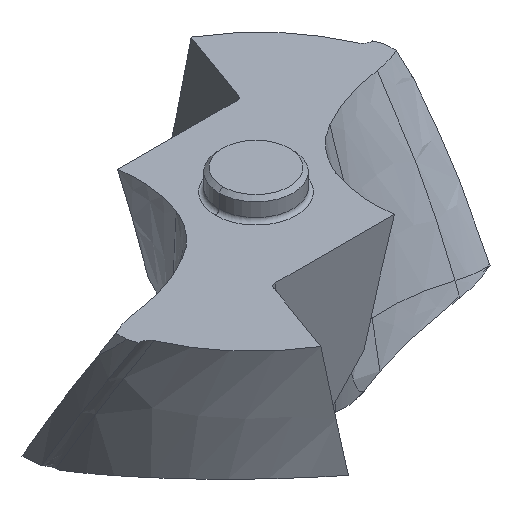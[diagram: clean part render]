
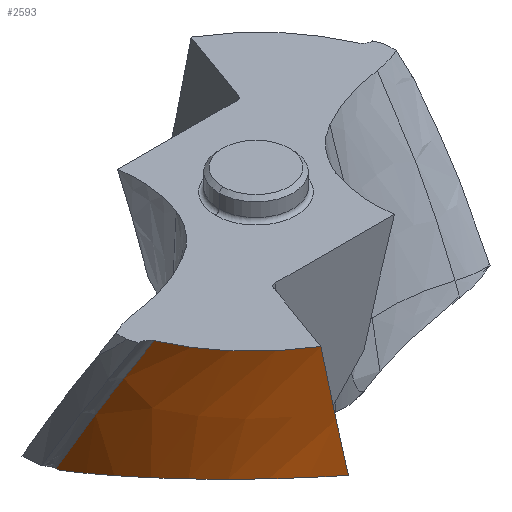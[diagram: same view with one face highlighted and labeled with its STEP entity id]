
A CAD part, isometric view. The second image highlights one B-rep face of the part: STEP entity #2593.
In plain terms, the highlighted free-form (B-spline) face has degree [3, 3] with [10, 5] control points.
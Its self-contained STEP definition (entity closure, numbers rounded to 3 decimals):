
#134=CARTESIAN_POINT('',(-4.087,-6.698,
0.));
#135=CARTESIAN_POINT('',(-4.286,-6.58,
0.));
#136=CARTESIAN_POINT('',(-4.865,-6.202,
0.));
#137=CARTESIAN_POINT('',(-5.739,-5.448,
0.));
#138=CARTESIAN_POINT('',(-6.611,-4.372,
0.));
#139=CARTESIAN_POINT('',(-7.056,-3.563,
0.));
#140=CARTESIAN_POINT('',(-7.241,-3.142,
0.));
#750=CARTESIAN_POINT('',(-7.899,0.148,
-5.777));
#770=CARTESIAN_POINT('',(-3.343,-7.064,
-4.679));
#771=CARTESIAN_POINT('',(-3.546,-6.97,
-4.642));
#772=CARTESIAN_POINT('',(-3.937,-6.769,
-4.577));
#773=CARTESIAN_POINT('',(-4.467,-6.441,
-4.511));
#774=CARTESIAN_POINT('',(-4.977,-6.068,
-4.47));
#775=CARTESIAN_POINT('',(-5.446,-5.664,
-4.456));
#776=CARTESIAN_POINT('',(-5.89,-5.215,
-4.468));
#777=CARTESIAN_POINT('',(-6.297,-4.731,
-4.508));
#778=CARTESIAN_POINT('',(-6.666,-4.21,
-4.575));
#779=CARTESIAN_POINT('',(-6.971,-3.696,
-4.663));
#780=CARTESIAN_POINT('',(-7.25,-3.132,
-4.78));
#781=CARTESIAN_POINT('',(-7.486,-2.529,
-4.928));
#782=CARTESIAN_POINT('',(-7.661,-1.947,
-5.089));
#783=CARTESIAN_POINT('',(-7.802,-1.289,
-5.293));
#784=CARTESIAN_POINT('',(-7.878,-0.683,
-5.5));
#785=CARTESIAN_POINT('',(-7.9,-0.231,
-5.667));
#786=CARTESIAN_POINT('',(-7.9,0.,
-5.757));
#788=CARTESIAN_POINT('',(-7.9,0.,
-5.757));
#789=CARTESIAN_POINT('',(-7.9,0.016,
-5.759));
#790=CARTESIAN_POINT('',(-7.9,0.049,
-5.763));
#791=CARTESIAN_POINT('',(-7.899,0.099,
-5.77));
#792=CARTESIAN_POINT('',(-7.899,0.132,
-5.774));
#793=CARTESIAN_POINT('',(-7.899,0.148,
-5.777));
#795=CARTESIAN_POINT('',(-7.899,0.148,
-5.777));
#796=CARTESIAN_POINT('',(-7.91,-0.495,
-4.643));
#797=CARTESIAN_POINT('',(-7.789,-1.61,
-2.717));
#798=CARTESIAN_POINT('',(-7.428,-2.703,
-0.792));
#799=CARTESIAN_POINT('',(-7.241,-3.142,
0.));
#801=CARTESIAN_POINT('',(-4.087,-6.698,
0.));
#802=CARTESIAN_POINT('',(-4.027,-6.716,
-0.358));
#803=CARTESIAN_POINT('',(-3.913,-6.752,
-1.035));
#804=CARTESIAN_POINT('',(-3.765,-6.807,
-1.929));
#805=CARTESIAN_POINT('',(-3.64,-6.864,
-2.709));
#806=CARTESIAN_POINT('',(-3.53,-6.926,
-3.412));
#807=CARTESIAN_POINT('',(-3.432,-6.992,
-4.064));
#808=CARTESIAN_POINT('',(-3.371,-7.04,
-4.478));
#809=CARTESIAN_POINT('',(-3.343,-7.064,
-4.679));
#1023=CARTESIAN_POINT('',(-4.087,-6.698,
0.));
#1024=VERTEX_POINT('',#1023);
#1025=VERTEX_POINT('',#140);
#1055=CARTESIAN_POINT('',(-7.9,0.,
-5.757));
#1056=VERTEX_POINT('',#1055);
#1057=VERTEX_POINT('',#770);
#1076=VERTEX_POINT('',#750);
#2534=CARTESIAN_POINT('',(-3.701,-6.974,
-5.835));
#2535=CARTESIAN_POINT('',(-3.218,-7.128,
-4.682));
#2536=CARTESIAN_POINT('',(-2.251,-7.413,
-2.719));
#2537=CARTESIAN_POINT('',(-1.035,-7.676,
-0.755));
#2538=CARTESIAN_POINT('',(-0.492,-7.773,
0.055));
#2539=CARTESIAN_POINT('',(-3.793,-6.926,
-5.835));
#2540=CARTESIAN_POINT('',(-3.312,-7.088,
-4.682));
#2541=CARTESIAN_POINT('',(-2.348,-7.388,
-2.719));
#2542=CARTESIAN_POINT('',(-1.135,-7.665,
-0.755));
#2543=CARTESIAN_POINT('',(-0.594,-7.769,
0.055));
#2544=CARTESIAN_POINT('',(-4.293,-6.648,
-5.835));
#2545=CARTESIAN_POINT('',(-3.824,-6.857,
-4.682));
#2546=CARTESIAN_POINT('',(-2.88,-7.238,
-2.719));
#2547=CARTESIAN_POINT('',(-1.688,-7.596,
-0.755));
#2548=CARTESIAN_POINT('',(-1.155,-7.732,
0.055));
#2549=CARTESIAN_POINT('',(-5.145,-6.046,
-5.835));
#2550=CARTESIAN_POINT('',(-4.707,-6.338,
-4.682));
#2551=CARTESIAN_POINT('',(-3.816,-6.86,
-2.719));
#2552=CARTESIAN_POINT('',(-2.677,-7.359,
-0.755));
#2553=CARTESIAN_POINT('',(-2.166,-7.554,
0.055));
#2554=CARTESIAN_POINT('',(-6.134,-5.041,
-5.835));
#2555=CARTESIAN_POINT('',(-5.757,-5.437,
-4.682));
#2556=CARTESIAN_POINT('',(-4.97,-6.134,
-2.719));
#2557=CARTESIAN_POINT('',(-3.935,-6.809,
-0.755));
#2558=CARTESIAN_POINT('',(-3.467,-7.076,
0.055));
#2559=CARTESIAN_POINT('',(-6.929,-3.878,
-5.835));
#2560=CARTESIAN_POINT('',(-6.631,-4.364,
-4.682));
#2561=CARTESIAN_POINT('',(-5.978,-5.215,
-2.719));
#2562=CARTESIAN_POINT('',(-5.076,-6.044,
-0.755));
#2563=CARTESIAN_POINT('',(-4.663,-6.375,
0.055));
#2564=CARTESIAN_POINT('',(-7.506,-2.592,
-5.835));
#2565=CARTESIAN_POINT('',(-7.301,-3.153,
-4.682));
#2566=CARTESIAN_POINT('',(-6.807,-4.133,
-2.719));
#2567=CARTESIAN_POINT('',(-6.063,-5.09,
-0.755));
#2568=CARTESIAN_POINT('',(-5.716,-5.474,
0.055));
#2569=CARTESIAN_POINT('',(-7.854,-1.196,
-5.835));
#2570=CARTESIAN_POINT('',(-7.755,-1.816,
-4.682));
#2571=CARTESIAN_POINT('',(-7.444,-2.896,
-2.719));
#2572=CARTESIAN_POINT('',(-6.883,-3.954,
-0.755));
#2573=CARTESIAN_POINT('',(-6.61,-4.379,
0.055));
#2574=CARTESIAN_POINT('',(-7.912,-0.229,
-5.835));
#2575=CARTESIAN_POINT('',(-7.892,-0.875,
-4.682));
#2576=CARTESIAN_POINT('',(-7.714,-1.999,
-2.719));
#2577=CARTESIAN_POINT('',(-7.286,-3.1,
-0.755));
#2578=CARTESIAN_POINT('',(-7.069,-3.543,
0.055));
#2579=CARTESIAN_POINT('',(-7.895,0.267,
-5.835));
#2580=CARTESIAN_POINT('',(-7.917,-0.388,
-4.682));
#2581=CARTESIAN_POINT('',(-7.808,-1.528,
-2.719));
#2582=CARTESIAN_POINT('',(-7.45,-2.645,
-0.755));
#2583=CARTESIAN_POINT('',(-7.262,-3.095,
0.055));
#2584=B_SPLINE_SURFACE_WITH_KNOTS('',3,3,((#2534,#2535,#2536,#2537,#2538),
(#2539,#2540,#2541,#2542,#2543),(#2544,#2545,#2546,#2547,#2548),(#2549,#2550,
#2551,#2552,#2553),(#2554,#2555,#2556,#2557,#2558),(#2559,#2560,#2561,#2562,
#2563),(#2564,#2565,#2566,#2567,#2568),(#2569,#2570,#2571,#2572,#2573),(#2574,
#2575,#2576,#2577,#2578),(#2579,#2580,#2581,#2582,#2583)),.UNSPECIFIED.,.F.,.F.,
.F.,(4,1,1,1,1,1,1,4),(4,1,4),(0.222,0.25,0.375,0.5,0.625,
0.75,0.875,1.008),(0.064,4.058,
6.864),.UNSPECIFIED.);
#2585=ORIENTED_EDGE('',*,*,#1732,.T.);
#2586=ORIENTED_EDGE('',*,*,#1778,.T.);
#2587=ORIENTED_EDGE('',*,*,#2522,.T.);
#2588=ORIENTED_EDGE('',*,*,#1362,.F.);
#2590=ORIENTED_EDGE('',*,*,#2589,.T.);
#2591=EDGE_LOOP('',(#2585,#2586,#2587,#2588,#2590));
#2592=FACE_OUTER_BOUND('',#2591,.F.);
#141=B_SPLINE_CURVE_WITH_KNOTS('',3,(#134,#135,#136,#137,#138,#139,#140),
.UNSPECIFIED.,.F.,.F.,(4,1,1,1,4),(0.,0.143,0.429,
0.714,1.),.UNSPECIFIED.);
#787=B_SPLINE_CURVE_WITH_KNOTS('',3,(#770,#771,#772,#773,#774,#775,#776,#777,
#778,#779,#780,#781,#782,#783,#784,#785,#786),.UNSPECIFIED.,.F.,.F.,(4,1,1,1,1,
1,1,1,1,1,1,1,1,1,4),(0.,0.071,0.143,
0.214,0.286,0.357,0.429,0.5,
0.571,0.643,0.714,0.786,
0.857,0.929,1.),.UNSPECIFIED.);
#794=B_SPLINE_CURVE_WITH_KNOTS('',3,(#788,#789,#790,#791,#792,#793),
.UNSPECIFIED.,.F.,.F.,(4,1,1,4),(0.,0.333,0.667,1.),
.UNSPECIFIED.);
#800=B_SPLINE_CURVE_WITH_KNOTS('',3,(#795,#796,#797,#798,#799),.UNSPECIFIED.,
.F.,.F.,(4,1,4),(0.,0.589,1.),.UNSPECIFIED.);
#810=B_SPLINE_CURVE_WITH_KNOTS('',3,(#801,#802,#803,#804,#805,#806,#807,#808,
#809),.UNSPECIFIED.,.F.,.F.,(4,1,1,1,1,1,4),(0.,0.167,
0.333,0.5,0.667,0.833,1.),
.UNSPECIFIED.);
#1362=EDGE_CURVE('',#1024,#1025,#141,.T.);
#1732=EDGE_CURVE('',#1057,#1056,#787,.T.);
#1778=EDGE_CURVE('',#1056,#1076,#794,.T.);
#2522=EDGE_CURVE('',#1076,#1025,#800,.T.);
#2589=EDGE_CURVE('',#1024,#1057,#810,.T.);
#2593=ADVANCED_FACE('',(#2592),#2584,.F.);
